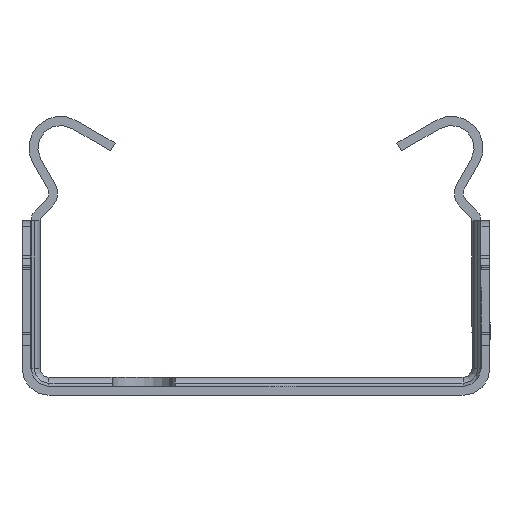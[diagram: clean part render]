
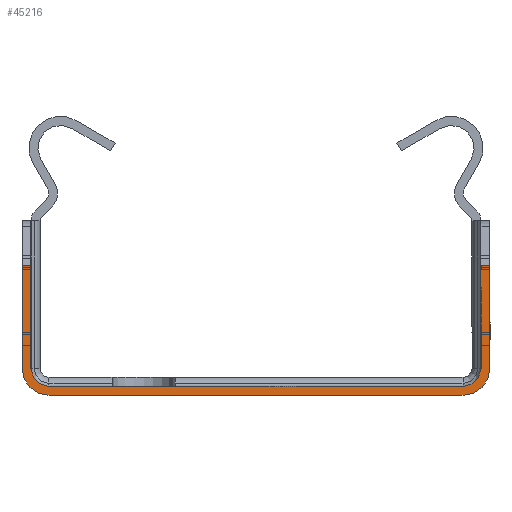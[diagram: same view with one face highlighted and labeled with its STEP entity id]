
A CAD part, front view. The second image highlights one B-rep face of the part: STEP entity #45216.
In plain terms, the highlighted planar face has unit normal (0, -1, 0).
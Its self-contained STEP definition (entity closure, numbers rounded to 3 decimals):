
#2694=CIRCLE('',#49302,3.);
#2695=CIRCLE('',#49304,3.);
#2723=CIRCLE('',#49376,2.);
#2724=CIRCLE('',#49377,2.);
#5929=FACE_OUTER_BOUND('',#9031,.T.);
#9031=EDGE_LOOP('',(#41523,#41524,#41525,#41526,#41527,#41528,#41529,#41530,
#41531,#41532,#41533,#41534));
#12214=LINE('',#71007,#16761);
#13487=LINE('',#74890,#18034);
#13503=LINE('',#74945,#18050);
#13575=LINE('',#75139,#18122);
#13578=LINE('',#75145,#18125);
#13580=LINE('',#75152,#18127);
#13581=LINE('',#75156,#18128);
#13582=LINE('',#75159,#18129);
#16761=VECTOR('',#58051,10.);
#18034=VECTOR('',#61932,10.);
#18050=VECTOR('',#61978,10.);
#18122=VECTOR('',#62178,10.);
#18125=VECTOR('',#62183,10.);
#18127=VECTOR('',#62193,10.);
#18128=VECTOR('',#62196,10.);
#18129=VECTOR('',#62199,10.);
#21004=VERTEX_POINT('',#71004);
#21005=VERTEX_POINT('',#71006);
#22274=VERTEX_POINT('',#74887);
#22275=VERTEX_POINT('',#74889);
#22296=VERTEX_POINT('',#74935);
#22299=VERTEX_POINT('',#74943);
#22357=VERTEX_POINT('',#75137);
#22359=VERTEX_POINT('',#75143);
#22360=VERTEX_POINT('',#75151);
#22361=VERTEX_POINT('',#75153);
#22362=VERTEX_POINT('',#75155);
#22363=VERTEX_POINT('',#75157);
#26711=EDGE_CURVE('',#21005,#21004,#12214,.T.);
#28637=EDGE_CURVE('',#22275,#22274,#13487,.T.);
#28659=EDGE_CURVE('',#22274,#21005,#2694,.T.);
#28661=EDGE_CURVE('',#21004,#22296,#2695,.T.);
#28665=EDGE_CURVE('',#22296,#22299,#13503,.T.);
#28762=EDGE_CURVE('',#22357,#22275,#13575,.T.);
#28765=EDGE_CURVE('',#22299,#22359,#13578,.T.);
#28768=EDGE_CURVE('',#22359,#22360,#13580,.T.);
#28769=EDGE_CURVE('',#22360,#22361,#2723,.T.);
#28770=EDGE_CURVE('',#22361,#22362,#13581,.T.);
#28771=EDGE_CURVE('',#22362,#22363,#2724,.T.);
#28772=EDGE_CURVE('',#22363,#22357,#13582,.T.);
#41523=ORIENTED_EDGE('',*,*,#28765,.T.);
#41524=ORIENTED_EDGE('',*,*,#28768,.T.);
#41525=ORIENTED_EDGE('',*,*,#28769,.T.);
#41526=ORIENTED_EDGE('',*,*,#28770,.T.);
#41527=ORIENTED_EDGE('',*,*,#28771,.T.);
#41528=ORIENTED_EDGE('',*,*,#28772,.T.);
#41529=ORIENTED_EDGE('',*,*,#28762,.T.);
#41530=ORIENTED_EDGE('',*,*,#28637,.T.);
#41531=ORIENTED_EDGE('',*,*,#28659,.T.);
#41532=ORIENTED_EDGE('',*,*,#26711,.T.);
#41533=ORIENTED_EDGE('',*,*,#28661,.T.);
#41534=ORIENTED_EDGE('',*,*,#28665,.T.);
#42939=PLANE('',#49375);
#45216=ADVANCED_FACE('',(#5929),#42939,.T.);
#49302=AXIS2_PLACEMENT_3D('',#74933,#61965,#61966);
#49304=AXIS2_PLACEMENT_3D('',#74937,#61970,#61971);
#49375=AXIS2_PLACEMENT_3D('',#75150,#62191,#62192);
#49376=AXIS2_PLACEMENT_3D('',#75154,#62194,#62195);
#49377=AXIS2_PLACEMENT_3D('',#75158,#62197,#62198);
#58051=DIRECTION('',(1.,0.,0.));
#61932=DIRECTION('',(0.,0.,-1.));
#61965=DIRECTION('center_axis',(0.,-1.,0.));
#61966=DIRECTION('ref_axis',(-1.,0.,0.));
#61970=DIRECTION('center_axis',(0.,-1.,0.));
#61971=DIRECTION('ref_axis',(0.,0.,
-1.));
#61978=DIRECTION('',(0.,0.,1.));
#62178=DIRECTION('',(-1.,0.,0.));
#62183=DIRECTION('',(-1.,0.,0.));
#62191=DIRECTION('center_axis',(0.,-1.,0.));
#62192=DIRECTION('ref_axis',(0.,0.,-1.));
#62193=DIRECTION('',(0.,0.,-1.));
#62194=DIRECTION('center_axis',(0.,1.,0.));
#62195=DIRECTION('ref_axis',(0.,0.,
1.));
#62196=DIRECTION('',(-1.,0.,0.));
#62197=DIRECTION('center_axis',(0.,1.,0.));
#62198=DIRECTION('ref_axis',(1.,0.,0.));
#62199=DIRECTION('',(0.,0.,1.));
#71004=CARTESIAN_POINT('',(23.,-36.,-1.));
#71006=CARTESIAN_POINT('',(-23.,-36.,-1.));
#71007=CARTESIAN_POINT('',(-23.,-36.,-1.));
#74887=CARTESIAN_POINT('',(-26.,-36.,2.));
#74889=CARTESIAN_POINT('',(-26.,-36.,13.387));
#74890=CARTESIAN_POINT('',(-26.,-36.,18.387));
#74933=CARTESIAN_POINT('Origin',(-23.,-36.,2.));
#74935=CARTESIAN_POINT('',(26.,-36.,2.));
#74937=CARTESIAN_POINT('Origin',(23.,-36.,2.));
#74943=CARTESIAN_POINT('',(26.,-36.,13.387));
#74945=CARTESIAN_POINT('',(26.,-36.,2.));
#75137=CARTESIAN_POINT('',(-25.,-36.,13.387));
#75139=CARTESIAN_POINT('',(12.5,-36.,13.387));
#75143=CARTESIAN_POINT('',(25.,-36.,13.387));
#75145=CARTESIAN_POINT('',(12.5,-36.,13.387));
#75150=CARTESIAN_POINT('Origin',(0.,-36.,8.694));
#75151=CARTESIAN_POINT('',(25.,-36.,2.));
#75152=CARTESIAN_POINT('',(25.,-36.,18.387));
#75153=CARTESIAN_POINT('',(23.,-36.,0.));
#75154=CARTESIAN_POINT('Origin',(23.,-36.,2.));
#75155=CARTESIAN_POINT('',(-23.,-36.,0.));
#75156=CARTESIAN_POINT('',(23.,-36.,0.));
#75157=CARTESIAN_POINT('',(-25.,-36.,2.));
#75158=CARTESIAN_POINT('Origin',(-23.,-36.,2.));
#75159=CARTESIAN_POINT('',(-25.,-36.,2.));
